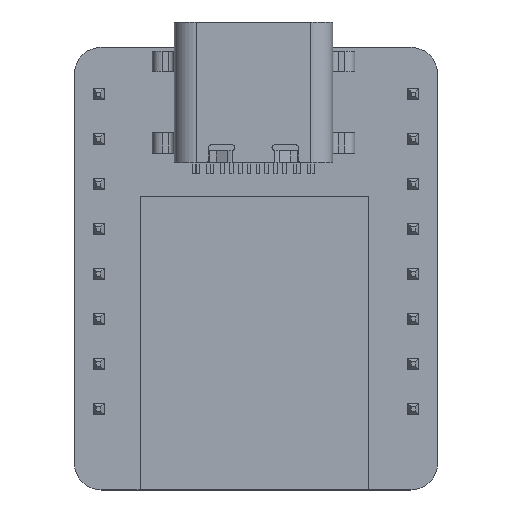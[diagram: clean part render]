
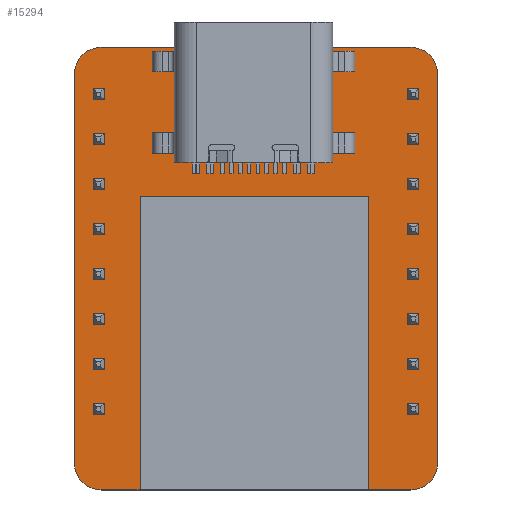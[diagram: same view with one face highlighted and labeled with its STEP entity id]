
A CAD part, top view. The second image highlights one B-rep face of the part: STEP entity #15294.
In plain terms, the highlighted planar face has unit normal (0, 0, 1).
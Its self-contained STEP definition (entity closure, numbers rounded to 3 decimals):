
#309=CIRCLE('',#16447,1.5);
#310=CIRCLE('',#16448,1.5);
#311=CIRCLE('',#16449,1.5);
#312=CIRCLE('',#16450,1.5);
#1597=FACE_OUTER_BOUND('',#2420,.T.);
#2420=EDGE_LOOP('',(#13794,#13795,#13796,#13797,#13798,#13799,#13800,#13801,
#13802,#13803,#13804,#13805));
#4223=LINE('',#25204,#6044);
#4227=LINE('',#25213,#6048);
#4231=LINE('',#25220,#6052);
#4234=LINE('',#25226,#6055);
#4235=LINE('',#25230,#6056);
#4236=LINE('',#25234,#6057);
#4237=LINE('',#25238,#6058);
#4238=LINE('',#25241,#6059);
#6044=VECTOR('',#20448,10.);
#6048=VECTOR('',#20454,10.);
#6052=VECTOR('',#20460,10.);
#6055=VECTOR('',#20467,10.);
#6056=VECTOR('',#20470,10.);
#6057=VECTOR('',#20473,10.);
#6058=VECTOR('',#20476,10.);
#6059=VECTOR('',#20479,10.);
#7399=VERTEX_POINT('',#25202);
#7400=VERTEX_POINT('',#25203);
#7403=VERTEX_POINT('',#25211);
#7404=VERTEX_POINT('',#25212);
#7407=VERTEX_POINT('',#25225);
#7408=VERTEX_POINT('',#25227);
#7409=VERTEX_POINT('',#25229);
#7410=VERTEX_POINT('',#25231);
#7411=VERTEX_POINT('',#25233);
#7412=VERTEX_POINT('',#25235);
#7413=VERTEX_POINT('',#25237);
#7414=VERTEX_POINT('',#25239);
#9548=EDGE_CURVE('',#7399,#7400,#4223,.T.);
#9552=EDGE_CURVE('',#7403,#7404,#4227,.T.);
#9556=EDGE_CURVE('',#7404,#7399,#4231,.T.);
#9559=EDGE_CURVE('',#7400,#7407,#4234,.T.);
#9560=EDGE_CURVE('',#7407,#7408,#309,.T.);
#9561=EDGE_CURVE('',#7408,#7409,#4235,.T.);
#9562=EDGE_CURVE('',#7409,#7410,#310,.T.);
#9563=EDGE_CURVE('',#7410,#7411,#4236,.T.);
#9564=EDGE_CURVE('',#7411,#7412,#311,.T.);
#9565=EDGE_CURVE('',#7412,#7413,#4237,.T.);
#9566=EDGE_CURVE('',#7413,#7414,#312,.T.);
#9567=EDGE_CURVE('',#7414,#7403,#4238,.T.);
#13794=ORIENTED_EDGE('',*,*,#9552,.T.);
#13795=ORIENTED_EDGE('',*,*,#9556,.T.);
#13796=ORIENTED_EDGE('',*,*,#9548,.T.);
#13797=ORIENTED_EDGE('',*,*,#9559,.T.);
#13798=ORIENTED_EDGE('',*,*,#9560,.T.);
#13799=ORIENTED_EDGE('',*,*,#9561,.T.);
#13800=ORIENTED_EDGE('',*,*,#9562,.T.);
#13801=ORIENTED_EDGE('',*,*,#9563,.T.);
#13802=ORIENTED_EDGE('',*,*,#9564,.T.);
#13803=ORIENTED_EDGE('',*,*,#9565,.T.);
#13804=ORIENTED_EDGE('',*,*,#9566,.T.);
#13805=ORIENTED_EDGE('',*,*,#9567,.T.);
#14494=PLANE('',#16446);
#15294=ADVANCED_FACE('',(#1597),#14494,.T.);
#16446=AXIS2_PLACEMENT_3D('',#25224,#20465,#20466);
#16447=AXIS2_PLACEMENT_3D('',#25228,#20468,#20469);
#16448=AXIS2_PLACEMENT_3D('',#25232,#20471,#20472);
#16449=AXIS2_PLACEMENT_3D('',#25236,#20474,#20475);
#16450=AXIS2_PLACEMENT_3D('',#25240,#20477,#20478);
#20448=DIRECTION('',(0.,-1.,0.));
#20454=DIRECTION('',(0.,1.,0.));
#20460=DIRECTION('',(1.,0.,0.));
#20465=DIRECTION('center_axis',(0.,0.,1.));
#20466=DIRECTION('ref_axis',(1.,0.,0.));
#20467=DIRECTION('',(1.,0.,0.));
#20468=DIRECTION('center_axis',(0.,0.,1.));
#20469=DIRECTION('ref_axis',(0.,-1.,0.));
#20470=DIRECTION('',(0.,1.,0.));
#20471=DIRECTION('center_axis',(0.,0.,1.));
#20472=DIRECTION('ref_axis',(1.,0.,0.));
#20473=DIRECTION('',(-1.,0.,0.));
#20474=DIRECTION('center_axis',(0.,0.,1.));
#20475=DIRECTION('ref_axis',(0.,1.,0.));
#20476=DIRECTION('',(0.,-1.,0.));
#20477=DIRECTION('center_axis',(0.,0.,1.));
#20478=DIRECTION('ref_axis',(-1.,0.,0.));
#20479=DIRECTION('',(1.,0.,0.));
#25202=CARTESIAN_POINT('',(16.6,16.6,1.));
#25203=CARTESIAN_POINT('',(16.6,0.,1.));
#25204=CARTESIAN_POINT('',(16.6,6.25,1.));
#25211=CARTESIAN_POINT('',(3.7,0.,1.));
#25212=CARTESIAN_POINT('',(3.7,16.6,1.));
#25213=CARTESIAN_POINT('',(3.7,14.55,1.));
#25220=CARTESIAN_POINT('',(13.425,16.6,1.));
#25224=CARTESIAN_POINT('Origin',(10.25,12.5,1.));
#25225=CARTESIAN_POINT('',(19.,0.,1.));
#25226=CARTESIAN_POINT('',(1.5,0.,1.));
#25227=CARTESIAN_POINT('',(20.5,1.5,1.));
#25228=CARTESIAN_POINT('Origin',(19.,1.5,1.));
#25229=CARTESIAN_POINT('',(20.5,23.5,1.));
#25230=CARTESIAN_POINT('',(20.5,1.5,1.));
#25231=CARTESIAN_POINT('',(19.,25.,1.));
#25232=CARTESIAN_POINT('Origin',(19.,23.5,1.));
#25233=CARTESIAN_POINT('',(1.5,25.,1.));
#25234=CARTESIAN_POINT('',(19.,25.,1.));
#25235=CARTESIAN_POINT('',(0.,23.5,1.));
#25236=CARTESIAN_POINT('Origin',(1.5,23.5,1.));
#25237=CARTESIAN_POINT('',(0.,1.5,1.));
#25238=CARTESIAN_POINT('',(0.,23.5,1.));
#25239=CARTESIAN_POINT('',(1.5,0.,1.));
#25240=CARTESIAN_POINT('Origin',(1.5,1.5,1.));
#25241=CARTESIAN_POINT('',(1.5,0.,1.));
